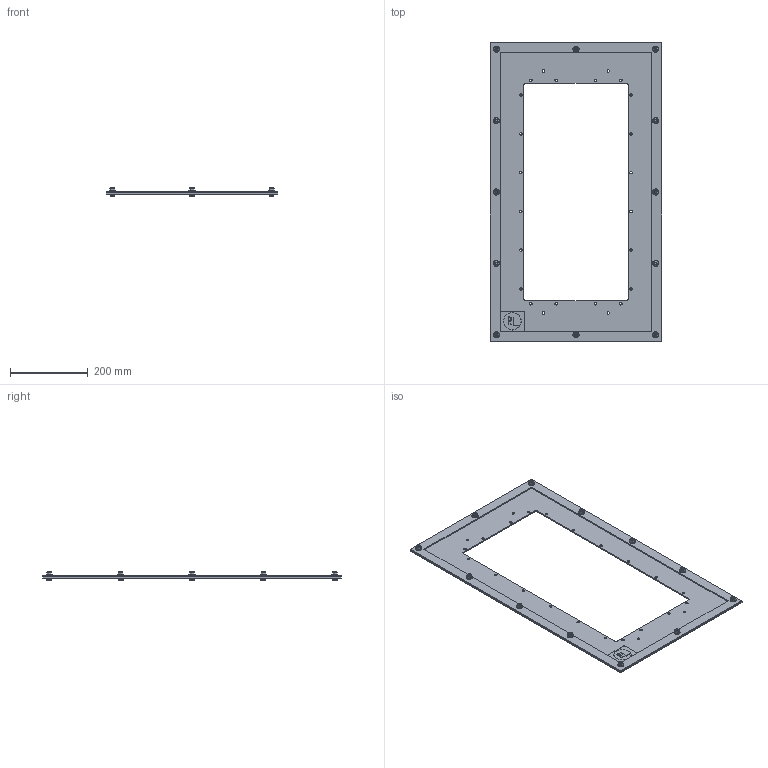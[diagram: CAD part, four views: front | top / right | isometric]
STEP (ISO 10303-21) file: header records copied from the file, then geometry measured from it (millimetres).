
FILE_DESCRIPTION(/* description */ ('30-1/4" X 17-13/32" DRIVE COVER PLATE'),/* implementation_level */ '2;1');
FILE_NAME(/* name */ 'DF48CVPF6.stp',/* time_stamp */ '2017-09-06T13:47:31+05:00',/* author */ ('vdas'),/* organization */ (''),/* preprocessor_version */ 'ST-DEVELOPER v16.1',/* originating_system */ 'Autodesk Inventor 2016',/* authorisation */ '');
FILE_SCHEMA (('AUTOMOTIVE_DESIGN { 1 0 10303 214 3 1 1 }'));
Length unit declared in the file: inch
Products named in the file (9): DF48CVPF6; DF48CVPGSKT; 30221; 3905; 3907; 34929; 10 GA TO 14 GA w 0.125 Comp; 34466; DF48CVPF6_1
Assembly tree (19 placements, depth 3):
  DF48CVPF6_1
    DF48CVPF6
    DF48CVPGSKT
    10 GA TO 14 GA w 0.125 Comp  x12
      30221
      3905
      3907
      34929
    34466
Bounding box: 442.12 x 768.35 x 24.22 mm (x, y, z)
Volume: 809381.7 mm3; surface area: 556198.1 mm2
Topology: 51 solids, 51 shells, 744 faces, 1623 edges, 1010 vertices
Faces by surface type: plane 384, cylinder 180, cone 132, bspline 24, torus 24
Full cylindrical faces by diameter (mm): 4.978 x12, 5.556 x12, 5.969 x12, 6.35 x36, 6.985 x12, 7.144 x12, 7.366 x12, 11.049 x12, 11.125 x12, 15.24 x12, 15.875 x12, 16.51 x12, 44.45 x1, 44.958 x1
Entity records: 5167 total; most frequent: CARTESIAN_POINT 886, DIRECTION 843, ORIENTED_EDGE 666, AXIS2_PLACEMENT_3D 349, EDGE_LOOP 341, EDGE_CURVE 333, VERTEX_POINT 260, FACE_BOUND 180
